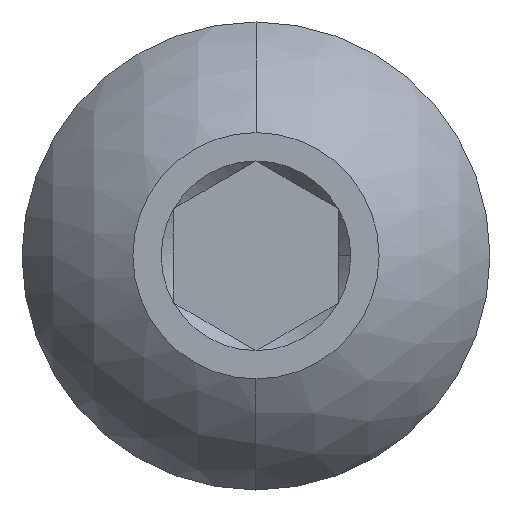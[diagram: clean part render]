
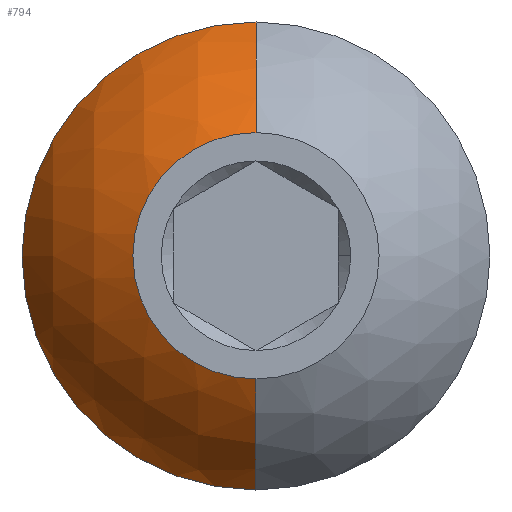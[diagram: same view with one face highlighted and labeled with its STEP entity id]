
A CAD part, top view. The second image highlights one B-rep face of the part: STEP entity #794.
In plain terms, the highlighted spherical face has radius 3.172 mm.
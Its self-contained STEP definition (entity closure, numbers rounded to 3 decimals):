
#41 = CIRCLE ( 'NONE', #3075, 3.172 ) ;
#263 = AXIS2_PLACEMENT_3D ( 'NONE', #624, #288, #3135 ) ;
#288 = DIRECTION ( 'NONE',  ( -1., 0., 0. ) ) ;
#290 = DIRECTION ( 'NONE',  ( 0., 0., -1. ) ) ;
#298 = CARTESIAN_POINT ( 'NONE',  ( 0., 0., 3.423 ) ) ;
#577 = AXIS2_PLACEMENT_3D ( 'NONE', #298, #2215, #2828 ) ;
#624 = CARTESIAN_POINT ( 'NONE',  ( 0., 0., 2.03 ) ) ;
#644 = CARTESIAN_POINT ( 'NONE',  ( 0., 0., 2.03 ) ) ;
#653 = CARTESIAN_POINT ( 'NONE',  ( 0., 0., 2.03 ) ) ;
#658 = FACE_OUTER_BOUND ( 'NONE', #2521, .T. ) ;
#669 = DIRECTION ( 'NONE',  ( -1., 0., 0. ) ) ;
#736 = ORIENTED_EDGE ( 'NONE', *, *, #2351, .F. ) ;
#746 = CIRCLE ( 'NONE', #3082, 1.5 ) ;
#794 = ADVANCED_FACE ( 'NONE', ( #658 ), #2512, .T. ) ;
#993 = VERTEX_POINT ( 'NONE', #3171 ) ;
#1027 = EDGE_CURVE ( 'NONE', #1894, #2805, #41, .T. ) ;
#1065 = CARTESIAN_POINT ( 'NONE',  ( 0., 2.85, 3.423 ) ) ;
#1224 = DIRECTION ( 'NONE',  ( 0., 0., 1. ) ) ;
#1300 = EDGE_CURVE ( 'NONE', #993, #1894, #3187, .T. ) ;
#1562 = DIRECTION ( 'NONE',  ( 1., 0., 0. ) ) ;
#1748 = VERTEX_POINT ( 'NONE', #1065 ) ;
#1851 = ORIENTED_EDGE ( 'NONE', *, *, #3924, .F. ) ;
#1894 = VERTEX_POINT ( 'NONE', #1999 ) ;
#1999 = CARTESIAN_POINT ( 'NONE',  ( 0., -2.85, 3.423 ) ) ;
#2189 = ORIENTED_EDGE ( 'NONE', *, *, #3134, .T. ) ;
#2215 = DIRECTION ( 'NONE',  ( 0., 0., 1. ) ) ;
#2228 = CIRCLE ( 'NONE', #3328, 3.172 ) ;
#2250 = DIRECTION ( 'NONE',  ( 0., -1., 0. ) ) ;
#2252 = ORIENTED_EDGE ( 'NONE', *, *, #1027, .T. ) ;
#2351 = EDGE_CURVE ( 'NONE', #1748, #2676, #2228, .T. ) ;
#2367 = AXIS2_PLACEMENT_3D ( 'NONE', #3038, #3932, #3921 ) ;
#2512 = SPHERICAL_SURFACE ( 'NONE', #263, 3.172 ) ;
#2521 = EDGE_LOOP ( 'NONE', ( #2189, #3431, #2252, #1851, #736 ) ) ;
#2676 = VERTEX_POINT ( 'NONE', #2968 ) ;
#2760 = CARTESIAN_POINT ( 'NONE',  ( 0., 0., 4.825 ) ) ;
#2805 = VERTEX_POINT ( 'NONE', #3959 ) ;
#2828 = DIRECTION ( 'NONE',  ( 1., 0., 0. ) ) ;
#2968 = CARTESIAN_POINT ( 'NONE',  ( 0., 1.5, 4.825 ) ) ;
#3038 = CARTESIAN_POINT ( 'NONE',  ( 0., 0., 3.423 ) ) ;
#3075 = AXIS2_PLACEMENT_3D ( 'NONE', #653, #669, #2250 ) ;
#3082 = AXIS2_PLACEMENT_3D ( 'NONE', #2760, #1224, #1562 ) ;
#3134 = EDGE_CURVE ( 'NONE', #1748, #993, #3999, .T. ) ;
#3135 = DIRECTION ( 'NONE',  ( 0., 1., 0. ) ) ;
#3136 = DIRECTION ( 'NONE',  ( 1., 0., 0. ) ) ;
#3171 = CARTESIAN_POINT ( 'NONE',  ( -2.85, 0., 3.423 ) ) ;
#3187 = CIRCLE ( 'NONE', #2367, 2.85 ) ;
#3328 = AXIS2_PLACEMENT_3D ( 'NONE', #644, #3136, #290 ) ;
#3431 = ORIENTED_EDGE ( 'NONE', *, *, #1300, .T. ) ;
#3921 = DIRECTION ( 'NONE',  ( 1., 0., 0. ) ) ;
#3924 = EDGE_CURVE ( 'NONE', #2676, #2805, #746, .T. ) ;
#3932 = DIRECTION ( 'NONE',  ( 0., 0., 1. ) ) ;
#3959 = CARTESIAN_POINT ( 'NONE',  ( 0., -1.5, 4.825 ) ) ;
#3999 = CIRCLE ( 'NONE', #577, 2.85 ) ;
